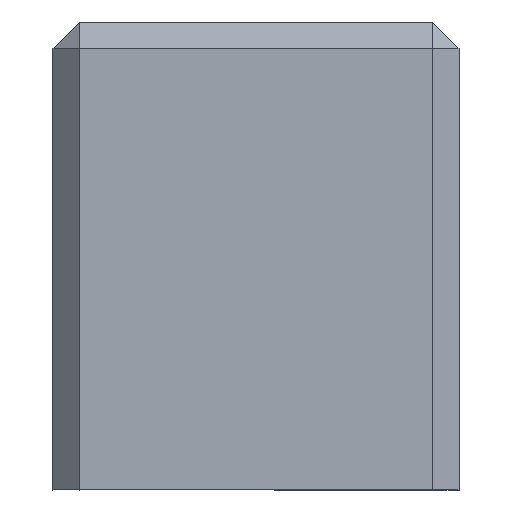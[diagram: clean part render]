
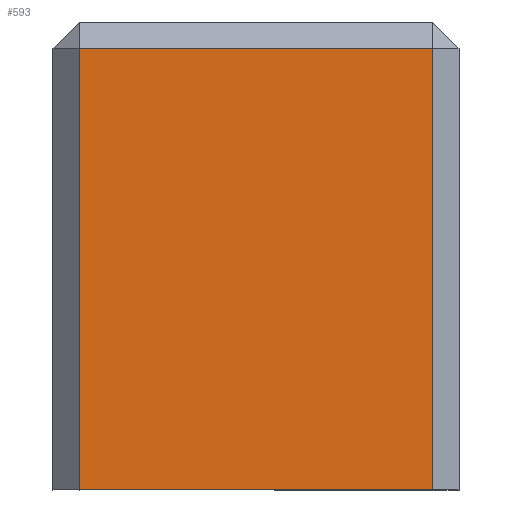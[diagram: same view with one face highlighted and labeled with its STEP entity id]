
A CAD part, front view. The second image highlights one B-rep face of the part: STEP entity #593.
In plain terms, the highlighted planar face has unit normal (0, -1, 0.009).
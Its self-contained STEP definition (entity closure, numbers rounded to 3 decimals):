
#566=AXIS2_PLACEMENT_3D('Plane Axis2P3D',#563,#564,#565) ;
#314=CARTESIAN_POINT('Vertex',(11.433,16.644,13.293)) ;
#340=CARTESIAN_POINT('Line Origine',(11.433,16.586,6.653)) ;
#344=CARTESIAN_POINT('Vertex',(11.433,16.528,0.)) ;
#563=CARTESIAN_POINT('Axis2P3D Location',(0.,16.528,0.)) ;
#568=CARTESIAN_POINT('Line Origine',(0.8,16.586,6.646)) ;
#572=CARTESIAN_POINT('Vertex',(0.8,16.644,13.293)) ;
#574=CARTESIAN_POINT('Vertex',(0.8,16.528,0.)) ;
#577=CARTESIAN_POINT('Line Origine',(6.117,16.528,0.)) ;
#582=CARTESIAN_POINT('Line Origine',(6.117,16.644,13.293)) ;
#341=DIRECTION('Vector Direction',(0.,0.009,1.)) ;
#564=DIRECTION('Axis2P3D Direction',(0.,1.,-0.009)) ;
#565=DIRECTION('Axis2P3D XDirection',(0.,0.009,1.)) ;
#569=DIRECTION('Vector Direction',(0.,0.009,1.)) ;
#578=DIRECTION('Vector Direction',(1.,0.,0.)) ;
#583=DIRECTION('Vector Direction',(1.,0.,0.)) ;
#342=VECTOR('Line Direction',#341,1.) ;
#570=VECTOR('Line Direction',#569,1.) ;
#579=VECTOR('Line Direction',#578,1.) ;
#584=VECTOR('Line Direction',#583,1.) ;
#588=ORIENTED_EDGE('',*,*,#576,.T.) ;
#589=ORIENTED_EDGE('',*,*,#581,.T.) ;
#590=ORIENTED_EDGE('',*,*,#346,.F.) ;
#591=ORIENTED_EDGE('',*,*,#586,.F.) ;
#593=ADVANCED_FACE('Body.2',(#592),#567,.F.) ;
#346=EDGE_CURVE('',#315,#345,#343,.F.) ;
#576=EDGE_CURVE('',#573,#575,#571,.F.) ;
#581=EDGE_CURVE('',#575,#345,#580,.T.) ;
#586=EDGE_CURVE('',#573,#315,#585,.T.) ;
#587=EDGE_LOOP('',(#588,#589,#590,#591)) ;
#592=FACE_OUTER_BOUND('',#587,.T.) ;
#343=LINE('Line',#340,#342) ;
#571=LINE('Line',#568,#570) ;
#580=LINE('Line',#577,#579) ;
#585=LINE('Line',#582,#584) ;
#567=PLANE('',#566) ;
#315=VERTEX_POINT('',#314) ;
#345=VERTEX_POINT('',#344) ;
#573=VERTEX_POINT('',#572) ;
#575=VERTEX_POINT('',#574) ;
